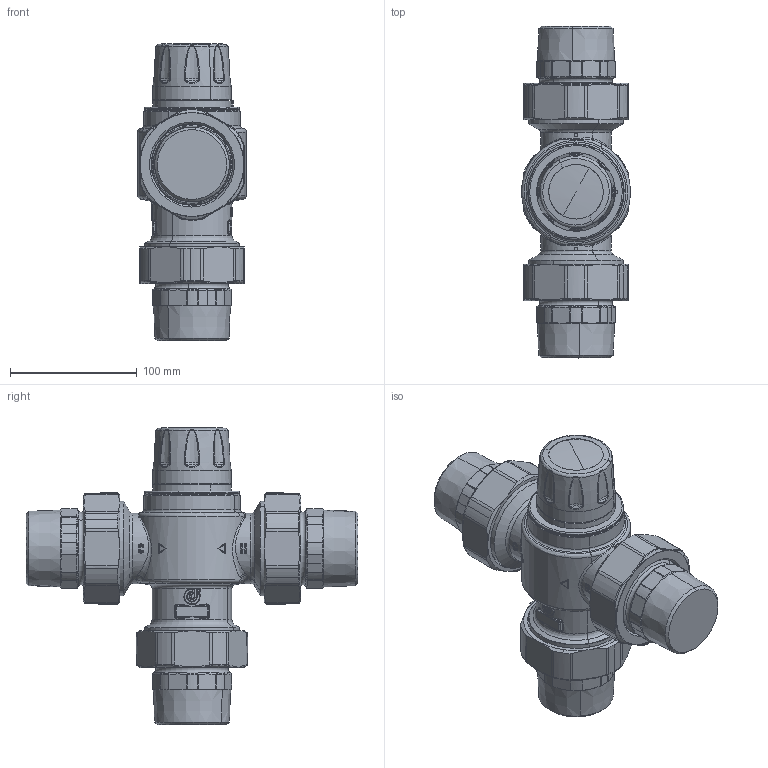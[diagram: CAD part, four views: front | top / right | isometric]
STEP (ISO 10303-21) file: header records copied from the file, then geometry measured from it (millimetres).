
FILE_DESCRIPTION(('CATIA V5 STEP Exchange','CAx-IF Rec.Pracs.--- Model Styling and Organization---1.5--- 2016-08-15','CAx-IF Rec.Pracs.---Supplemental Geometry---1.0---2011-11-01','CAx-IF Rec.Pracs.--- Composite Materials ---3.4---2017-06-13','CAx-IF Rec.Pracs.---Tessellated 3D Geometry---1.0---2015-12-17'),'2;1');
FILE_NAME('STEP_252190_-_TST.stp','2025-07-15T13:45:47+00:00',('none'),('none'),'CATIA Version 5-6 Release 2020 SP5','CATIA V5 STEP AP242 v2','none');
FILE_SCHEMA(('AP242_MANAGED_MODEL_BASED_3D_ENGINEERING_MIM_LF {1 0 10303 442 1 1 4}'));
Products named in the file (1): 252190 - TST
Bounding box: 85.9 x 262 x 234.6 mm (x, y, z)
Volume: 1617731.5 mm3; surface area: 167821.5 mm2
Topology: 4 solids, 4 shells, 1621 faces, 3851 edges, 2129 vertices
Faces by surface type: bspline 809, cylinder 286, cone 190, torus 134, plane 132, sphere 68, revolution 2
Entity records: 91063 total; most frequent: CARTESIAN_POINT 63043, ORIENTED_EDGE 7416, EDGE_CURVE 3708, DIRECTION 2580, B_SPLINE_CURVE_WITH_KNOTS 2334, VERTEX_POINT 2129, EDGE_LOOP 1655, ADVANCED_FACE 1621
